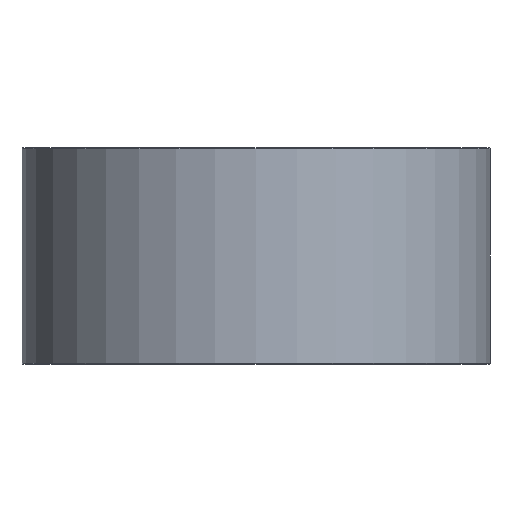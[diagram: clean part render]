
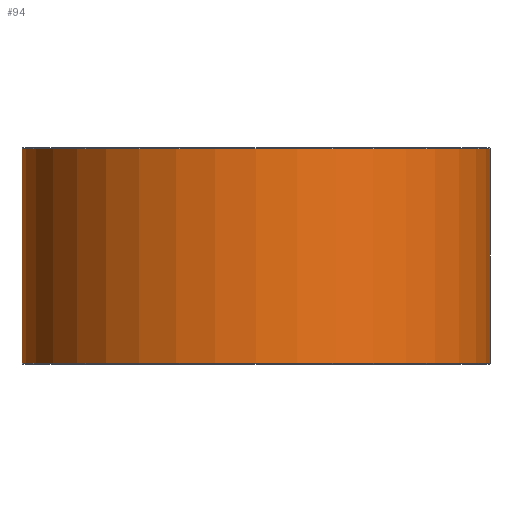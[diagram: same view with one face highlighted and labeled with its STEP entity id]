
A CAD part, front view. The second image highlights one B-rep face of the part: STEP entity #94.
In plain terms, the highlighted cylindrical face has radius 3.25 mm (diameter 6.5 mm), a full revolution.
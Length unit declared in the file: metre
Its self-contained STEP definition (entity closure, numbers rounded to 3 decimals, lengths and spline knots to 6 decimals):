
#16=CYLINDRICAL_SURFACE('',#119,0.00325);
#22=ORIENTED_EDGE('',*,*,#38,.F.);
#23=ORIENTED_EDGE('',*,*,#39,.T.);
#38=EDGE_CURVE('',#46,#46,#54,.T.);
#39=EDGE_CURVE('',#47,#47,#55,.T.);
#46=VERTEX_POINT('',#176);
#47=VERTEX_POINT('',#178);
#54=CIRCLE('',#120,0.00325);
#55=CIRCLE('',#121,0.00325);
#62=EDGE_LOOP('',(#22));
#63=EDGE_LOOP('',(#23));
#78=FACE_BOUND('',#62,.T.);
#79=FACE_BOUND('',#63,.T.);
#94=ADVANCED_FACE('',(#78,#79),#16,.T.);
#119=AXIS2_PLACEMENT_3D('',#174,#143,#144);
#120=AXIS2_PLACEMENT_3D('',#175,#145,#146);
#121=AXIS2_PLACEMENT_3D('',#177,#147,#148);
#143=DIRECTION('',(0.,0.,1.));
#144=DIRECTION('',(0.,-1.,0.));
#145=DIRECTION('',(0.,0.,1.));
#146=DIRECTION('',(0.,-1.,0.));
#147=DIRECTION('',(0.,0.,1.));
#148=DIRECTION('',(0.,-1.,0.));
#174=CARTESIAN_POINT('',(0.,0.,0.00889));
#175=CARTESIAN_POINT('',(0.,0.,0.001489));
#176=CARTESIAN_POINT('',(0.,-0.00325,0.001489));
#177=CARTESIAN_POINT('',(0.,0.,-0.001489));
#178=CARTESIAN_POINT('',(0.,-0.00325,-0.001489));
